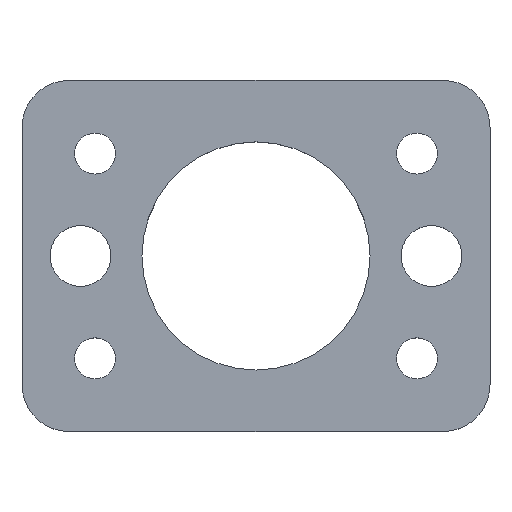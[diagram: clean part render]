
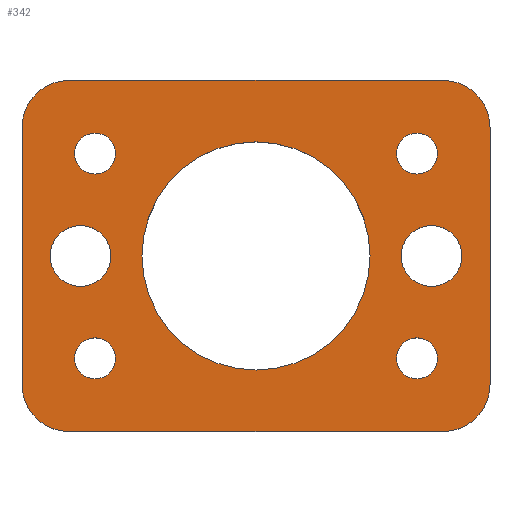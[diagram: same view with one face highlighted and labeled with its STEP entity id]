
A CAD part, top view. The second image highlights one B-rep face of the part: STEP entity #342.
In plain terms, the highlighted planar face has unit normal (0, 0, 1).
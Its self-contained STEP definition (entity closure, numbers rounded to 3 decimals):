
#15=FACE_BOUND('',#68,.T.);
#16=FACE_BOUND('',#69,.T.);
#17=FACE_BOUND('',#70,.T.);
#18=FACE_BOUND('',#71,.T.);
#19=FACE_BOUND('',#72,.T.);
#20=FACE_BOUND('',#73,.T.);
#21=FACE_BOUND('',#74,.T.);
#33=PLANE('',#404);
#50=FACE_OUTER_BOUND('',#67,.T.);
#67=EDGE_LOOP('',(#286,#287,#288,#289,#290,#291,#292,#293));
#68=EDGE_LOOP('',(#294));
#69=EDGE_LOOP('',(#295));
#70=EDGE_LOOP('',(#296));
#71=EDGE_LOOP('',(#297));
#72=EDGE_LOOP('',(#298));
#73=EDGE_LOOP('',(#299));
#74=EDGE_LOOP('',(#300));
#93=LINE('',#565,#116);
#97=LINE('',#577,#120);
#101=LINE('',#589,#124);
#105=LINE('',#599,#128);
#116=VECTOR('',#468,10.);
#120=VECTOR('',#480,10.);
#124=VECTOR('',#492,10.);
#128=VECTOR('',#504,10.);
#129=CIRCLE('',#368,1.75);
#131=CIRCLE('',#371,1.75);
#133=CIRCLE('',#374,1.75);
#135=CIRCLE('',#377,1.75);
#137=CIRCLE('',#380,9.75);
#139=CIRCLE('',#383,2.6);
#141=CIRCLE('',#386,2.6);
#144=CIRCLE('',#390,4.);
#146=CIRCLE('',#394,4.);
#148=CIRCLE('',#398,4.);
#150=CIRCLE('',#402,4.);
#151=VERTEX_POINT('',#511);
#153=VERTEX_POINT('',#517);
#155=VERTEX_POINT('',#523);
#157=VERTEX_POINT('',#529);
#159=VERTEX_POINT('',#535);
#161=VERTEX_POINT('',#541);
#163=VERTEX_POINT('',#547);
#167=VERTEX_POINT('',#556);
#168=VERTEX_POINT('',#558);
#170=VERTEX_POINT('',#564);
#172=VERTEX_POINT('',#570);
#174=VERTEX_POINT('',#576);
#176=VERTEX_POINT('',#582);
#178=VERTEX_POINT('',#588);
#180=VERTEX_POINT('',#594);
#181=EDGE_CURVE('',#151,#151,#129,.T.);
#184=EDGE_CURVE('',#153,#153,#131,.T.);
#187=EDGE_CURVE('',#155,#155,#133,.T.);
#190=EDGE_CURVE('',#157,#157,#135,.T.);
#193=EDGE_CURVE('',#159,#159,#137,.T.);
#196=EDGE_CURVE('',#161,#161,#139,.T.);
#199=EDGE_CURVE('',#163,#163,#141,.T.);
#204=EDGE_CURVE('',#168,#167,#144,.T.);
#207=EDGE_CURVE('',#170,#168,#93,.T.);
#210=EDGE_CURVE('',#172,#170,#146,.T.);
#213=EDGE_CURVE('',#174,#172,#97,.T.);
#216=EDGE_CURVE('',#176,#174,#148,.T.);
#219=EDGE_CURVE('',#178,#176,#101,.T.);
#222=EDGE_CURVE('',#180,#178,#150,.T.);
#225=EDGE_CURVE('',#167,#180,#105,.T.);
#286=ORIENTED_EDGE('',*,*,#225,.T.);
#287=ORIENTED_EDGE('',*,*,#222,.T.);
#288=ORIENTED_EDGE('',*,*,#219,.T.);
#289=ORIENTED_EDGE('',*,*,#216,.T.);
#290=ORIENTED_EDGE('',*,*,#213,.T.);
#291=ORIENTED_EDGE('',*,*,#210,.T.);
#292=ORIENTED_EDGE('',*,*,#207,.T.);
#293=ORIENTED_EDGE('',*,*,#204,.T.);
#294=ORIENTED_EDGE('',*,*,#199,.T.);
#295=ORIENTED_EDGE('',*,*,#196,.T.);
#296=ORIENTED_EDGE('',*,*,#193,.T.);
#297=ORIENTED_EDGE('',*,*,#190,.T.);
#298=ORIENTED_EDGE('',*,*,#187,.T.);
#299=ORIENTED_EDGE('',*,*,#184,.T.);
#300=ORIENTED_EDGE('',*,*,#181,.T.);
#342=ADVANCED_FACE('',(#50,#15,#16,#17,#18,#19,#20,#21),#33,.T.);
#368=AXIS2_PLACEMENT_3D('',#512,#410,#411);
#371=AXIS2_PLACEMENT_3D('',#518,#417,#418);
#374=AXIS2_PLACEMENT_3D('',#524,#424,#425);
#377=AXIS2_PLACEMENT_3D('',#530,#431,#432);
#380=AXIS2_PLACEMENT_3D('',#536,#438,#439);
#383=AXIS2_PLACEMENT_3D('',#542,#445,#446);
#386=AXIS2_PLACEMENT_3D('',#548,#452,#453);
#390=AXIS2_PLACEMENT_3D('',#559,#462,#463);
#394=AXIS2_PLACEMENT_3D('',#571,#474,#475);
#398=AXIS2_PLACEMENT_3D('',#583,#486,#487);
#402=AXIS2_PLACEMENT_3D('',#595,#498,#499);
#404=AXIS2_PLACEMENT_3D('',#600,#505,#506);
#410=DIRECTION('center_axis',(0.,0.,-1.));
#411=DIRECTION('ref_axis',(-1.,0.,0.));
#417=DIRECTION('center_axis',(0.,0.,-1.));
#418=DIRECTION('ref_axis',(-1.,0.,0.));
#424=DIRECTION('center_axis',(0.,0.,-1.));
#425=DIRECTION('ref_axis',(-1.,0.,0.));
#431=DIRECTION('center_axis',(0.,0.,-1.));
#432=DIRECTION('ref_axis',(-1.,0.,0.));
#438=DIRECTION('center_axis',(0.,0.,-1.));
#439=DIRECTION('ref_axis',(-1.,0.,0.));
#445=DIRECTION('center_axis',(0.,0.,-1.));
#446=DIRECTION('ref_axis',(-1.,0.,0.));
#452=DIRECTION('center_axis',(0.,0.,-1.));
#453=DIRECTION('ref_axis',(-1.,0.,0.));
#462=DIRECTION('center_axis',(0.,0.,1.));
#463=DIRECTION('ref_axis',(0.,1.,0.));
#468=DIRECTION('',(-1.,0.,0.));
#474=DIRECTION('center_axis',(0.,0.,1.));
#475=DIRECTION('ref_axis',(1.,0.,0.));
#480=DIRECTION('',(0.,1.,0.));
#486=DIRECTION('center_axis',(0.,0.,1.));
#487=DIRECTION('ref_axis',(0.,-1.,0.));
#492=DIRECTION('',(1.,0.,0.));
#498=DIRECTION('center_axis',(0.,0.,1.));
#499=DIRECTION('ref_axis',(-1.,0.,0.));
#504=DIRECTION('',(0.,-1.,0.));
#505=DIRECTION('center_axis',(0.,0.,1.));
#506=DIRECTION('ref_axis',(1.,0.,0.));
#511=CARTESIAN_POINT('',(-12.,8.75,3.));
#512=CARTESIAN_POINT('Origin',(-13.75,8.75,3.));
#517=CARTESIAN_POINT('',(15.5,8.75,3.));
#518=CARTESIAN_POINT('Origin',(13.75,8.75,3.));
#523=CARTESIAN_POINT('',(15.5,-8.75,3.));
#524=CARTESIAN_POINT('Origin',(13.75,-8.75,3.));
#529=CARTESIAN_POINT('',(-12.,-8.75,3.));
#530=CARTESIAN_POINT('Origin',(-13.75,-8.75,3.));
#535=CARTESIAN_POINT('',(9.75,0.,3.));
#536=CARTESIAN_POINT('Origin',(0.,0.,3.));
#541=CARTESIAN_POINT('',(17.6,0.,3.));
#542=CARTESIAN_POINT('Origin',(15.,0.,3.));
#547=CARTESIAN_POINT('',(-12.4,0.,3.));
#548=CARTESIAN_POINT('Origin',(-15.,0.,3.));
#556=CARTESIAN_POINT('',(-20.,11.,3.));
#558=CARTESIAN_POINT('',(-16.,15.,3.));
#559=CARTESIAN_POINT('Origin',(-16.,11.,3.));
#564=CARTESIAN_POINT('',(16.,15.,3.));
#565=CARTESIAN_POINT('',(16.,15.,3.));
#570=CARTESIAN_POINT('',(20.,11.,3.));
#571=CARTESIAN_POINT('Origin',(16.,11.,3.));
#576=CARTESIAN_POINT('',(20.,-11.,3.));
#577=CARTESIAN_POINT('',(20.,-11.,3.));
#582=CARTESIAN_POINT('',(16.,-15.,3.));
#583=CARTESIAN_POINT('Origin',(16.,-11.,3.));
#588=CARTESIAN_POINT('',(-16.,-15.,3.));
#589=CARTESIAN_POINT('',(-16.,-15.,3.));
#594=CARTESIAN_POINT('',(-20.,-11.,3.));
#595=CARTESIAN_POINT('Origin',(-16.,-11.,3.));
#599=CARTESIAN_POINT('',(-20.,11.,3.));
#600=CARTESIAN_POINT('Origin',(0.,0.,
3.));
